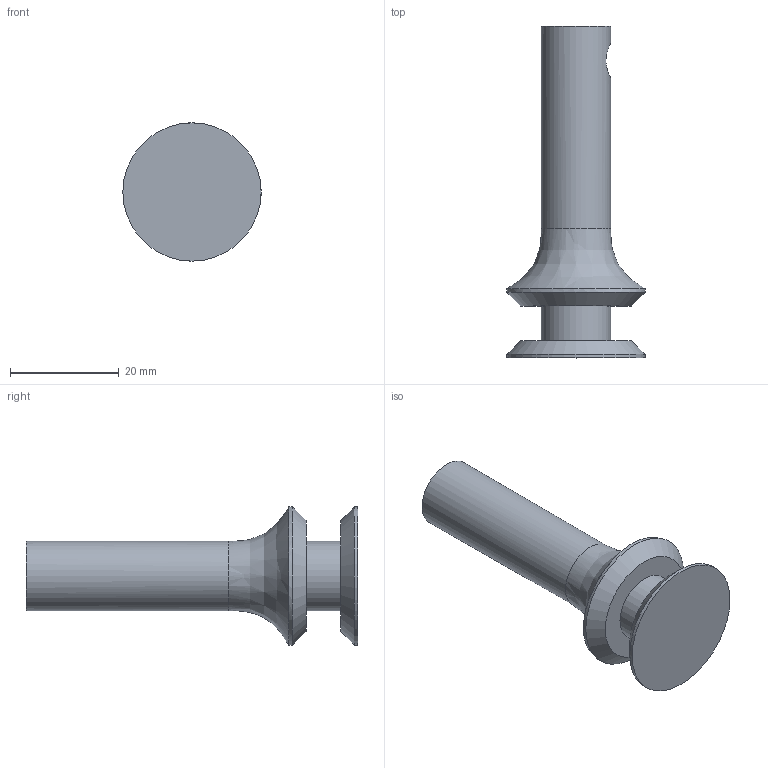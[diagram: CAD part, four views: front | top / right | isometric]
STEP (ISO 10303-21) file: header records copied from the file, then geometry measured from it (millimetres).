
FILE_DESCRIPTION(/* description */ (''),/* implementation_level */ '2;1');
FILE_NAME(/* name */ 'spool.stp',/* time_stamp */ '2024-03-23T14:51:02-04:00',/* author */ (''),/* organization */ (''),/* preprocessor_version */ 'ST-DEVELOPER v18.1',/* originating_system */ 'SIEMENS PLM Software NX 1980',/* authorisation */ '');
FILE_SCHEMA (('AP203_CONFIGURATION_CONTROLLED_3D_DESIGN_OF_MECHANICAL_PARTS_AND_ASSEMBLIES_MIM_LF { 1 0 10303 403 2 1 2}'));
Length unit declared in the file: inch
Products named in the file (1): spool
Bounding box: 25.4 x 60.96 x 25.4 mm (x, y, z)
Volume: 10112.3 mm3; surface area: 4453.8 mm2
Topology: 1 solids, 1 shells, 17 faces, 32 edges, 21 vertices
Faces by surface type: cylinder 7, plane 7, cone 2, bspline 1
Full cylindrical faces by diameter (mm): 1.587 x1, 6.35 x1, 12.7 x2, 25.4 x2
Entity records: 612 total; most frequent: CARTESIAN_POINT 235, DIRECTION 64, ORIENTED_EDGE 40, EDGE_LOOP 32, AXIS2_PLACEMENT_3D 30, FACE_BOUND 29, EDGE_CURVE 20, VERTEX_POINT 18
